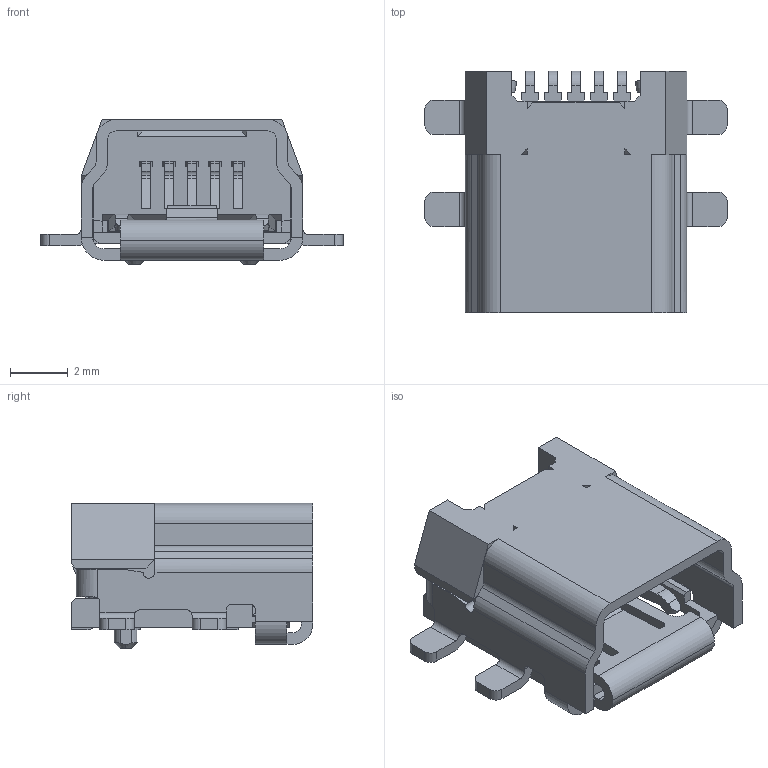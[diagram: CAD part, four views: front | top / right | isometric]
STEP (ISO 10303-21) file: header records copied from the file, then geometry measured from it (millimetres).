
FILE_DESCRIPTION(('FreeCAD Model'),'2;1');
FILE_NAME( 'UX60R-MB-5ST-STEP2.step', '2015-08-05T11:17:46',('FreeCAD'),('FreeCAD'), 'Open CASCADE STEP processor 6.7','FreeCAD','Unknown');
FILE_SCHEMA(('AUTOMOTIVE_DESIGN_CC2 { 1 2 10303 214 -1 1 5 4 }'));
Products named in the file (1): UX60R-MB-5ST001
Bounding box: 10.5 x 8.4 x 5.05 mm (x, y, z)
Volume: 118.6 mm3; surface area: 566.5 mm2
Topology: 1 solids, 11 shells, 667 faces, 1921 edges, 1268 vertices
Faces by surface type: plane 505, cylinder 156, cone 4, bspline 2
Entity records: 54555 total; most frequent: CARTESIAN_POINT 12835, DIRECTION 6534, LINE 4387, VECTOR 4387, ORIENTED_EDGE 3842, PCURVE 3842, DEFINITIONAL_REPRESENTATION 3842, EDGE_CURVE 1921
